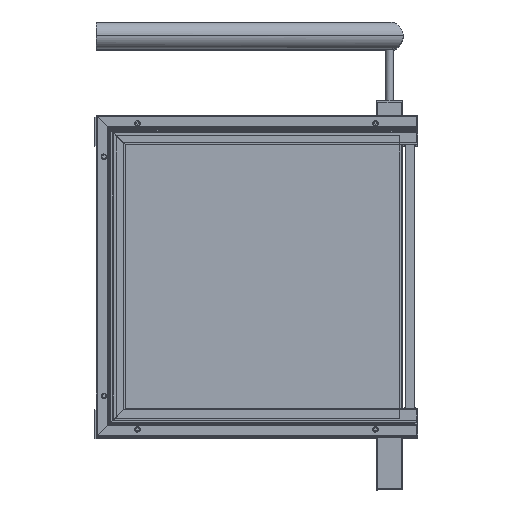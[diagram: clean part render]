
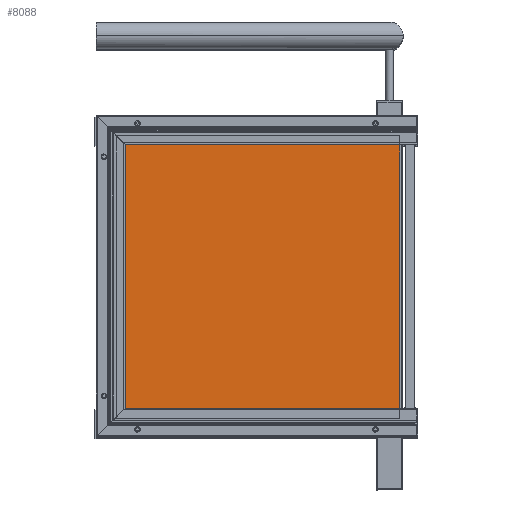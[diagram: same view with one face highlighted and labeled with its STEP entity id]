
A CAD part, top view. The second image highlights one B-rep face of the part: STEP entity #8088.
In plain terms, the highlighted face is planar.
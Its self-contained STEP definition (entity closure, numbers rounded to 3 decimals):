
#478 = DIRECTION ( 'NONE',  ( 0., 1., 0. ) ) ;
#740 = VERTEX_POINT ( 'NONE', #33890 ) ;
#1895 = CARTESIAN_POINT ( 'NONE',  ( 6.38, 219.5, 220. ) ) ;
#3674 = CARTESIAN_POINT ( 'NONE',  ( 6.38, -220., 220. ) ) ;
#4801 = EDGE_CURVE ( 'NONE', #26574, #36822, #27962, .T. ) ;
#5532 = ORIENTED_EDGE ( 'NONE', *, *, #4801, .F. ) ;
#5613 = EDGE_CURVE ( 'NONE', #29661, #740, #16845, .T. ) ;
#8088 = ADVANCED_FACE ( 'NONE', ( #34063 ), #9943, .F. ) ;
#8834 = LINE ( 'NONE', #35744, #37425 ) ;
#9943 = PLANE ( 'NONE',  #12125 ) ;
#11013 = VECTOR ( 'NONE', #14022, 1000. ) ;
#11041 = DIRECTION ( 'NONE',  ( 0., 1., 0. ) ) ;
#12125 = AXIS2_PLACEMENT_3D ( 'NONE', #15336, #22090, #30697 ) ;
#13254 = CARTESIAN_POINT ( 'NONE',  ( 6.38, -220., -220. ) ) ;
#13286 = ORIENTED_EDGE ( 'NONE', *, *, #37609, .T. ) ;
#14022 = DIRECTION ( 'NONE',  ( 0., 0., 1. ) ) ;
#15336 = CARTESIAN_POINT ( 'NONE',  ( 6.38, -220., 220. ) ) ;
#16607 = EDGE_LOOP ( 'NONE', ( #5532, #13286, #18847, #36422 ) ) ;
#16845 = LINE ( 'NONE', #13254, #34847 ) ;
#18847 = ORIENTED_EDGE ( 'NONE', *, *, #5613, .T. ) ;
#22090 = DIRECTION ( 'NONE',  ( -1., 0., 0. ) ) ;
#23547 = CARTESIAN_POINT ( 'NONE',  ( 6.38, -219.5, -220. ) ) ;
#26574 = VERTEX_POINT ( 'NONE', #36742 ) ;
#27162 = CARTESIAN_POINT ( 'NONE',  ( 6.38, 219.5, 220. ) ) ;
#27962 = LINE ( 'NONE', #3674, #30012 ) ;
#29185 = LINE ( 'NONE', #1895, #11013 ) ;
#29661 = VERTEX_POINT ( 'NONE', #23547 ) ;
#29766 = DIRECTION ( 'NONE',  ( 0., 0., -1. ) ) ;
#30012 = VECTOR ( 'NONE', #478, 1000. ) ;
#30697 = DIRECTION ( 'NONE',  ( 0., 0., 1. ) ) ;
#32653 = EDGE_CURVE ( 'NONE', #740, #36822, #29185, .T. ) ;
#33890 = CARTESIAN_POINT ( 'NONE',  ( 6.38, 219.5, -220. ) ) ;
#34063 = FACE_OUTER_BOUND ( 'NONE', #16607, .T. ) ;
#34847 = VECTOR ( 'NONE', #11041, 1000. ) ;
#35744 = CARTESIAN_POINT ( 'NONE',  ( 6.38, -219.5, 220. ) ) ;
#36422 = ORIENTED_EDGE ( 'NONE', *, *, #32653, .T. ) ;
#36742 = CARTESIAN_POINT ( 'NONE',  ( 6.38, -219.5, 220. ) ) ;
#36822 = VERTEX_POINT ( 'NONE', #27162 ) ;
#37425 = VECTOR ( 'NONE', #29766, 1000. ) ;
#37609 = EDGE_CURVE ( 'NONE', #26574, #29661, #8834, .T. ) ;
